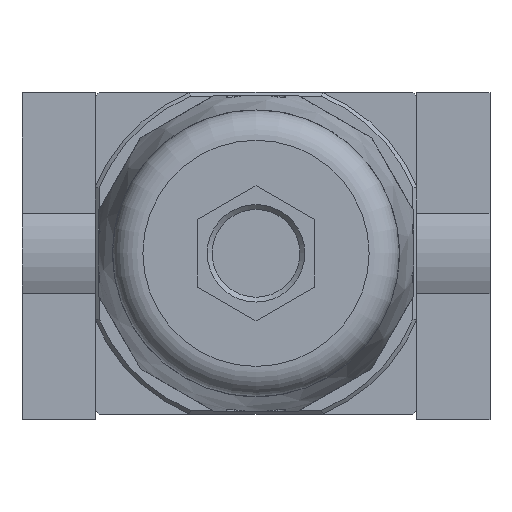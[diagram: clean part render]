
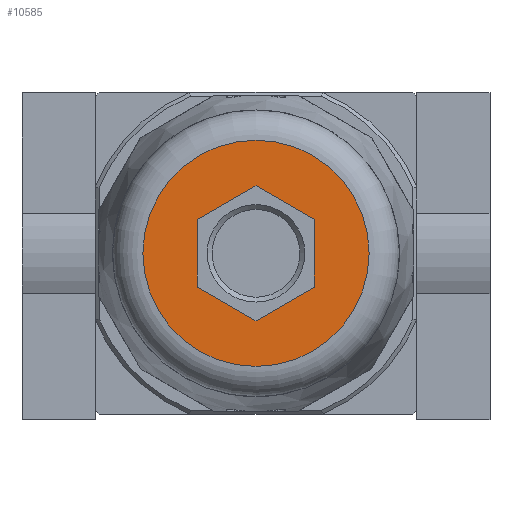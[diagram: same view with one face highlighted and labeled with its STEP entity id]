
A CAD part, front view. The second image highlights one B-rep face of the part: STEP entity #10585.
In plain terms, the highlighted planar face has unit normal (0, -1, 0).
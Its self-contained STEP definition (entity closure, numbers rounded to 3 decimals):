
#556=LINE('',#16169,#1126);
#557=LINE('',#16172,#1127);
#558=LINE('',#16174,#1128);
#559=LINE('',#16176,#1129);
#560=LINE('',#16178,#1130);
#561=LINE('',#16180,#1131);
#1126=VECTOR('',#13096,1000.);
#1127=VECTOR('',#13097,1000.);
#1128=VECTOR('',#13098,1000.);
#1129=VECTOR('',#13099,1000.);
#1130=VECTOR('',#13100,1000.);
#1131=VECTOR('',#13101,1000.);
#1498=PLANE('',#11347);
#1866=CIRCLE('',#11348,23.2);
#3343=ORIENTED_EDGE('',*,*,#5124,.T.);
#3344=ORIENTED_EDGE('',*,*,#5125,.T.);
#3345=ORIENTED_EDGE('',*,*,#5126,.T.);
#3346=ORIENTED_EDGE('',*,*,#5127,.T.);
#3347=ORIENTED_EDGE('',*,*,#5128,.T.);
#3348=ORIENTED_EDGE('',*,*,#5129,.T.);
#3349=ORIENTED_EDGE('',*,*,#5130,.T.);
#5124=EDGE_CURVE('',#6074,#6074,#1866,.T.);
#5125=EDGE_CURVE('',#6075,#6076,#556,.T.);
#5126=EDGE_CURVE('',#6076,#6077,#557,.T.);
#5127=EDGE_CURVE('',#6077,#6078,#558,.T.);
#5128=EDGE_CURVE('',#6078,#6079,#559,.T.);
#5129=EDGE_CURVE('',#6079,#6080,#560,.T.);
#5130=EDGE_CURVE('',#6080,#6075,#561,.T.);
#6074=VERTEX_POINT('',#16168);
#6075=VERTEX_POINT('',#16170);
#6076=VERTEX_POINT('',#16171);
#6077=VERTEX_POINT('',#16173);
#6078=VERTEX_POINT('',#16175);
#6079=VERTEX_POINT('',#16177);
#6080=VERTEX_POINT('',#16179);
#6890=EDGE_LOOP('',(#3343));
#6891=EDGE_LOOP('',(#3344,#3345,#3346,#3347,#3348,#3349));
#7532=FACE_BOUND('',#6890,.T.);
#7533=FACE_BOUND('',#6891,.T.);
#10585=ADVANCED_FACE('',(#7532,#7533),#1498,.T.);
#11347=AXIS2_PLACEMENT_3D('',#16166,#13092,#13093);
#11348=AXIS2_PLACEMENT_3D('',#16167,#13094,#13095);
#13092=DIRECTION('',(0.,-1.,0.));
#13093=DIRECTION('',(0.,0.,-1.));
#13094=DIRECTION('',(0.,-1.,0.));
#13095=DIRECTION('',(0.,0.,-1.));
#13096=DIRECTION('',(0.,0.,1.));
#13097=DIRECTION('',(0.866,0.,0.5));
#13098=DIRECTION('',(0.866,0.,-0.5));
#13099=DIRECTION('',(0.,0.,-1.));
#13100=DIRECTION('',(-0.866,0.,-0.5));
#13101=DIRECTION('',(-0.866,0.,0.5));
#16166=CARTESIAN_POINT('',(14.4,-165.,0.));
#16167=CARTESIAN_POINT('',(0.,-165.,0.));
#16168=CARTESIAN_POINT('',(0.,-165.,-23.2));
#16169=CARTESIAN_POINT('',(-12.,-165.,-6.928));
#16170=CARTESIAN_POINT('',(-12.,-165.,-6.928));
#16171=CARTESIAN_POINT('',(-12.,-165.,6.928));
#16172=CARTESIAN_POINT('',(-12.,-165.,6.928));
#16173=CARTESIAN_POINT('',(0.,-165.,13.856));
#16174=CARTESIAN_POINT('',(0.,-165.,13.856));
#16175=CARTESIAN_POINT('',(12.,-165.,6.928));
#16176=CARTESIAN_POINT('',(12.,-165.,6.928));
#16177=CARTESIAN_POINT('',(12.,-165.,-6.928));
#16178=CARTESIAN_POINT('',(12.,-165.,-6.928));
#16179=CARTESIAN_POINT('',(0.,-165.,-13.856));
#16180=CARTESIAN_POINT('',(0.,-165.,-13.856));
